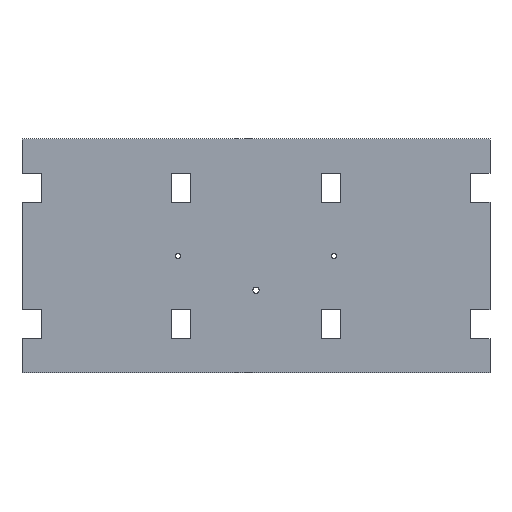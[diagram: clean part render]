
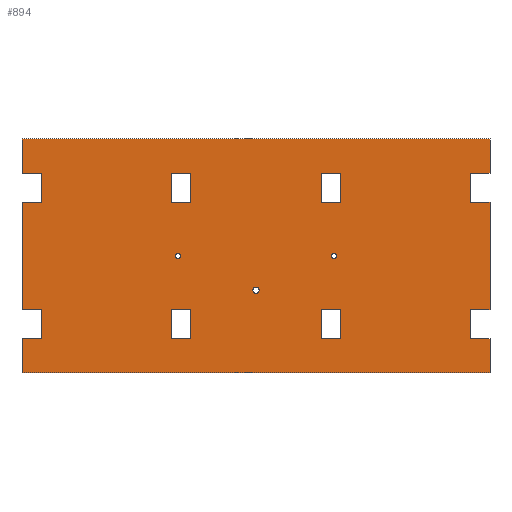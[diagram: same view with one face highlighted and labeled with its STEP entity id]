
A CAD part, front view. The second image highlights one B-rep face of the part: STEP entity #894.
In plain terms, the highlighted planar face has unit normal (0, -1, 0).
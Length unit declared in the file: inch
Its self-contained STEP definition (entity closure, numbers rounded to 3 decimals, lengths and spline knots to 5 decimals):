
#70=CARTESIAN_POINT('',(-6.,0.,-1.375));
#71=VERTEX_POINT('',#70);
#72=CARTESIAN_POINT('',(-6.,0.,1.375));
#73=VERTEX_POINT('',#72);
#74=CARTESIAN_POINT('',(-6.,0.,-1.375));
#75=DIRECTION('',(0.,0.,1.));
#76=VECTOR('',#75,2.75);
#77=LINE('',#74,#76);
#78=EDGE_CURVE('',#71,#73,#77,.T.);
#110=CARTESIAN_POINT('',(6.,0.,3.));
#111=VERTEX_POINT('',#110);
#112=CARTESIAN_POINT('',(6.,0.,2.125));
#113=VERTEX_POINT('',#112);
#114=CARTESIAN_POINT('',(6.,0.,3.));
#115=DIRECTION('',(0.,0.,-1.));
#116=VECTOR('',#115,0.875);
#117=LINE('',#114,#116);
#118=EDGE_CURVE('',#111,#113,#117,.T.);
#150=CARTESIAN_POINT('',(-6.,0.,-3.));
#151=VERTEX_POINT('',#150);
#152=CARTESIAN_POINT('',(-6.,0.,-2.125));
#153=VERTEX_POINT('',#152);
#154=CARTESIAN_POINT('',(-6.,0.,-3.));
#155=DIRECTION('',(0.,0.,1.));
#156=VECTOR('',#155,0.875);
#157=LINE('',#154,#156);
#158=EDGE_CURVE('',#151,#153,#157,.T.);
#200=CARTESIAN_POINT('',(6.,0.,1.375));
#201=VERTEX_POINT('',#200);
#208=CARTESIAN_POINT('',(6.,0.,-1.375));
#209=VERTEX_POINT('',#208);
#210=CARTESIAN_POINT('',(6.,0.,1.375));
#211=DIRECTION('',(0.,0.,-1.));
#212=VECTOR('',#211,2.75);
#213=LINE('',#210,#212);
#214=EDGE_CURVE('',#201,#209,#213,.T.);
#240=CARTESIAN_POINT('',(6.,0.,-2.125));
#241=VERTEX_POINT('',#240);
#248=CARTESIAN_POINT('',(6.,0.,-3.));
#249=VERTEX_POINT('',#248);
#250=CARTESIAN_POINT('',(6.,0.,-2.125));
#251=DIRECTION('',(0.,0.,-1.));
#252=VECTOR('',#251,0.875);
#253=LINE('',#250,#252);
#254=EDGE_CURVE('',#241,#249,#253,.T.);
#270=CARTESIAN_POINT('',(6.,0.,-3.));
#271=DIRECTION('',(-1.,0.,0.));
#272=VECTOR('',#271,12.);
#273=LINE('',#270,#272);
#274=EDGE_CURVE('',#249,#151,#273,.T.);
#302=CARTESIAN_POINT('',(-6.,0.,2.125));
#303=VERTEX_POINT('',#302);
#310=CARTESIAN_POINT('',(-6.,0.,3.));
#311=VERTEX_POINT('',#310);
#312=CARTESIAN_POINT('',(-6.,0.,2.125));
#313=DIRECTION('',(0.,0.,1.));
#314=VECTOR('',#313,0.875);
#315=LINE('',#312,#314);
#316=EDGE_CURVE('',#303,#311,#315,.T.);
#332=CARTESIAN_POINT('',(-6.,0.,3.));
#333=DIRECTION('',(1.,0.,-0.));
#334=VECTOR('',#333,12.);
#335=LINE('',#332,#334);
#336=EDGE_CURVE('',#311,#111,#335,.T.);
#622=CARTESIAN_POINT('',(6.,0.,3.));
#623=DIRECTION('',(0.,1.,0.));
#624=DIRECTION('',(0.,0.,1.));
#625=AXIS2_PLACEMENT_3D('',#622,#623,#624);
#626=PLANE('',#625);
#627=CARTESIAN_POINT('',(-0.,0.,-0.795));
#628=VERTEX_POINT('',#627);
#629=CARTESIAN_POINT('',(0.,0.,-0.875));
#630=DIRECTION('',(0.,1.,0.));
#631=DIRECTION('',(0.,-0.,1.));
#632=AXIS2_PLACEMENT_3D('',#629,#630,#631);
#633=CIRCLE('',#632,0.08);
#634=EDGE_CURVE('',#628,#628,#633,.T.);
#635=ORIENTED_EDGE('',*,*,#634,.T.);
#636=EDGE_LOOP('',(#635));
#637=FACE_BOUND('',#636,.T.);
#638=CARTESIAN_POINT('',(-2.,0.,-0.0625));
#639=VERTEX_POINT('',#638);
#640=CARTESIAN_POINT('',(-2.,0.,-0.));
#641=DIRECTION('',(0.,-1.,0.));
#642=DIRECTION('',(0.,0.,-1.));
#643=AXIS2_PLACEMENT_3D('',#640,#641,#642);
#644=CIRCLE('',#643,0.0625);
#645=EDGE_CURVE('',#639,#639,#644,.T.);
#646=ORIENTED_EDGE('',*,*,#645,.F.);
#647=EDGE_LOOP('',(#646));
#648=FACE_BOUND('',#647,.T.);
#649=CARTESIAN_POINT('',(2.,0.,-0.0625));
#650=VERTEX_POINT('',#649);
#651=CARTESIAN_POINT('',(2.,0.,-0.));
#652=DIRECTION('',(0.,-1.,0.));
#653=DIRECTION('',(0.,0.,-1.));
#654=AXIS2_PLACEMENT_3D('',#651,#652,#653);
#655=CIRCLE('',#654,0.0625);
#656=EDGE_CURVE('',#650,#650,#655,.T.);
#657=ORIENTED_EDGE('',*,*,#656,.F.);
#658=EDGE_LOOP('',(#657));
#659=FACE_BOUND('',#658,.T.);
#660=CARTESIAN_POINT('',(1.675,0.,1.375));
#661=VERTEX_POINT('',#660);
#662=CARTESIAN_POINT('',(1.675,0.,2.125));
#663=VERTEX_POINT('',#662);
#664=CARTESIAN_POINT('',(1.675,0.,1.375));
#665=DIRECTION('',(0.,0.,1.));
#666=VECTOR('',#665,0.75);
#667=LINE('',#664,#666);
#668=EDGE_CURVE('',#661,#663,#667,.T.);
#669=ORIENTED_EDGE('',*,*,#668,.T.);
#670=CARTESIAN_POINT('',(2.175,0.,2.125));
#671=VERTEX_POINT('',#670);
#672=CARTESIAN_POINT('',(1.675,0.,2.125));
#673=DIRECTION('',(1.,0.,-0.));
#674=VECTOR('',#673,0.5);
#675=LINE('',#672,#674);
#676=EDGE_CURVE('',#663,#671,#675,.T.);
#677=ORIENTED_EDGE('',*,*,#676,.T.);
#678=CARTESIAN_POINT('',(2.175,0.,1.375));
#679=VERTEX_POINT('',#678);
#680=CARTESIAN_POINT('',(2.175,0.,2.125));
#681=DIRECTION('',(0.,0.,-1.));
#682=VECTOR('',#681,0.75);
#683=LINE('',#680,#682);
#684=EDGE_CURVE('',#671,#679,#683,.T.);
#685=ORIENTED_EDGE('',*,*,#684,.T.);
#686=CARTESIAN_POINT('',(2.175,0.,1.375));
#687=DIRECTION('',(-1.,0.,0.));
#688=VECTOR('',#687,0.5);
#689=LINE('',#686,#688);
#690=EDGE_CURVE('',#679,#661,#689,.T.);
#691=ORIENTED_EDGE('',*,*,#690,.T.);
#692=EDGE_LOOP('',(#669,#677,#685,#691));
#693=FACE_BOUND('',#692,.T.);
#694=CARTESIAN_POINT('',(-2.175,0.,2.125));
#695=VERTEX_POINT('',#694);
#696=CARTESIAN_POINT('',(-1.675,0.,2.125));
#697=VERTEX_POINT('',#696);
#698=CARTESIAN_POINT('',(-2.175,0.,2.125));
#699=DIRECTION('',(1.,0.,-0.));
#700=VECTOR('',#699,0.5);
#701=LINE('',#698,#700);
#702=EDGE_CURVE('',#695,#697,#701,.T.);
#703=ORIENTED_EDGE('',*,*,#702,.T.);
#704=CARTESIAN_POINT('',(-1.675,0.,1.375));
#705=VERTEX_POINT('',#704);
#706=CARTESIAN_POINT('',(-1.675,0.,2.125));
#707=DIRECTION('',(0.,0.,-1.));
#708=VECTOR('',#707,0.75);
#709=LINE('',#706,#708);
#710=EDGE_CURVE('',#697,#705,#709,.T.);
#711=ORIENTED_EDGE('',*,*,#710,.T.);
#712=CARTESIAN_POINT('',(-2.175,0.,1.375));
#713=VERTEX_POINT('',#712);
#714=CARTESIAN_POINT('',(-1.675,0.,1.375));
#715=DIRECTION('',(-1.,0.,0.));
#716=VECTOR('',#715,0.5);
#717=LINE('',#714,#716);
#718=EDGE_CURVE('',#705,#713,#717,.T.);
#719=ORIENTED_EDGE('',*,*,#718,.T.);
#720=CARTESIAN_POINT('',(-2.175,0.,1.375));
#721=DIRECTION('',(0.,0.,1.));
#722=VECTOR('',#721,0.75);
#723=LINE('',#720,#722);
#724=EDGE_CURVE('',#713,#695,#723,.T.);
#725=ORIENTED_EDGE('',*,*,#724,.T.);
#726=EDGE_LOOP('',(#703,#711,#719,#725));
#727=FACE_BOUND('',#726,.T.);
#728=CARTESIAN_POINT('',(-1.675,0.,-1.375));
#729=VERTEX_POINT('',#728);
#730=CARTESIAN_POINT('',(-1.675,0.,-2.125));
#731=VERTEX_POINT('',#730);
#732=CARTESIAN_POINT('',(-1.675,0.,-1.375));
#733=DIRECTION('',(0.,0.,-1.));
#734=VECTOR('',#733,0.75);
#735=LINE('',#732,#734);
#736=EDGE_CURVE('',#729,#731,#735,.T.);
#737=ORIENTED_EDGE('',*,*,#736,.T.);
#738=CARTESIAN_POINT('',(-2.175,0.,-2.125));
#739=VERTEX_POINT('',#738);
#740=CARTESIAN_POINT('',(-1.675,0.,-2.125));
#741=DIRECTION('',(-1.,0.,0.));
#742=VECTOR('',#741,0.5);
#743=LINE('',#740,#742);
#744=EDGE_CURVE('',#731,#739,#743,.T.);
#745=ORIENTED_EDGE('',*,*,#744,.T.);
#746=CARTESIAN_POINT('',(-2.175,0.,-1.375));
#747=VERTEX_POINT('',#746);
#748=CARTESIAN_POINT('',(-2.175,0.,-2.125));
#749=DIRECTION('',(-0.,0.,1.));
#750=VECTOR('',#749,0.75);
#751=LINE('',#748,#750);
#752=EDGE_CURVE('',#739,#747,#751,.T.);
#753=ORIENTED_EDGE('',*,*,#752,.T.);
#754=CARTESIAN_POINT('',(-2.175,0.,-1.375));
#755=DIRECTION('',(1.,0.,-0.));
#756=VECTOR('',#755,0.5);
#757=LINE('',#754,#756);
#758=EDGE_CURVE('',#747,#729,#757,.T.);
#759=ORIENTED_EDGE('',*,*,#758,.T.);
#760=EDGE_LOOP('',(#737,#745,#753,#759));
#761=FACE_BOUND('',#760,.T.);
#762=CARTESIAN_POINT('',(2.175,0.,-2.125));
#763=VERTEX_POINT('',#762);
#764=CARTESIAN_POINT('',(1.675,0.,-2.125));
#765=VERTEX_POINT('',#764);
#766=CARTESIAN_POINT('',(2.175,0.,-2.125));
#767=DIRECTION('',(-1.,0.,0.));
#768=VECTOR('',#767,0.5);
#769=LINE('',#766,#768);
#770=EDGE_CURVE('',#763,#765,#769,.T.);
#771=ORIENTED_EDGE('',*,*,#770,.T.);
#772=CARTESIAN_POINT('',(1.675,0.,-1.375));
#773=VERTEX_POINT('',#772);
#774=CARTESIAN_POINT('',(1.675,0.,-2.125));
#775=DIRECTION('',(0.,0.,1.));
#776=VECTOR('',#775,0.75);
#777=LINE('',#774,#776);
#778=EDGE_CURVE('',#765,#773,#777,.T.);
#779=ORIENTED_EDGE('',*,*,#778,.T.);
#780=CARTESIAN_POINT('',(2.175,0.,-1.375));
#781=VERTEX_POINT('',#780);
#782=CARTESIAN_POINT('',(1.675,0.,-1.375));
#783=DIRECTION('',(1.,0.,-0.));
#784=VECTOR('',#783,0.5);
#785=LINE('',#782,#784);
#786=EDGE_CURVE('',#773,#781,#785,.T.);
#787=ORIENTED_EDGE('',*,*,#786,.T.);
#788=CARTESIAN_POINT('',(2.175,0.,-1.375));
#789=DIRECTION('',(-0.,0.,-1.));
#790=VECTOR('',#789,0.75);
#791=LINE('',#788,#790);
#792=EDGE_CURVE('',#781,#763,#791,.T.);
#793=ORIENTED_EDGE('',*,*,#792,.T.);
#794=EDGE_LOOP('',(#771,#779,#787,#793));
#795=FACE_BOUND('',#794,.T.);
#796=CARTESIAN_POINT('',(-5.5,0.,2.125));
#797=VERTEX_POINT('',#796);
#798=CARTESIAN_POINT('',(-5.5,0.,1.375));
#799=VERTEX_POINT('',#798);
#800=CARTESIAN_POINT('',(-5.5,0.,2.125));
#801=DIRECTION('',(0.,0.,-1.));
#802=VECTOR('',#801,0.75);
#803=LINE('',#800,#802);
#804=EDGE_CURVE('',#797,#799,#803,.T.);
#805=ORIENTED_EDGE('',*,*,#804,.T.);
#806=CARTESIAN_POINT('',(-5.5,0.,1.375));
#807=DIRECTION('',(-1.,0.,0.));
#808=VECTOR('',#807,0.5);
#809=LINE('',#806,#808);
#810=EDGE_CURVE('',#799,#73,#809,.T.);
#811=ORIENTED_EDGE('',*,*,#810,.T.);
#812=ORIENTED_EDGE('',*,*,#78,.F.);
#813=CARTESIAN_POINT('',(-5.5,0.,-1.375));
#814=VERTEX_POINT('',#813);
#815=CARTESIAN_POINT('',(-6.,0.,-1.375));
#816=DIRECTION('',(1.,0.,-0.));
#817=VECTOR('',#816,0.5);
#818=LINE('',#815,#817);
#819=EDGE_CURVE('',#71,#814,#818,.T.);
#820=ORIENTED_EDGE('',*,*,#819,.T.);
#821=CARTESIAN_POINT('',(-5.5,0.,-2.125));
#822=VERTEX_POINT('',#821);
#823=CARTESIAN_POINT('',(-5.5,0.,-1.375));
#824=DIRECTION('',(0.,0.,-1.));
#825=VECTOR('',#824,0.75);
#826=LINE('',#823,#825);
#827=EDGE_CURVE('',#814,#822,#826,.T.);
#828=ORIENTED_EDGE('',*,*,#827,.T.);
#829=CARTESIAN_POINT('',(-5.5,0.,-2.125));
#830=DIRECTION('',(-1.,0.,0.));
#831=VECTOR('',#830,0.5);
#832=LINE('',#829,#831);
#833=EDGE_CURVE('',#822,#153,#832,.T.);
#834=ORIENTED_EDGE('',*,*,#833,.T.);
#835=ORIENTED_EDGE('',*,*,#158,.F.);
#836=ORIENTED_EDGE('',*,*,#274,.F.);
#837=ORIENTED_EDGE('',*,*,#254,.F.);
#838=CARTESIAN_POINT('',(5.5,0.,-2.125));
#839=VERTEX_POINT('',#838);
#840=CARTESIAN_POINT('',(6.,0.,-2.125));
#841=DIRECTION('',(-1.,0.,-0.));
#842=VECTOR('',#841,0.5);
#843=LINE('',#840,#842);
#844=EDGE_CURVE('',#241,#839,#843,.T.);
#845=ORIENTED_EDGE('',*,*,#844,.T.);
#846=CARTESIAN_POINT('',(5.5,0.,-1.375));
#847=VERTEX_POINT('',#846);
#848=CARTESIAN_POINT('',(5.5,0.,-2.125));
#849=DIRECTION('',(0.,0.,1.));
#850=VECTOR('',#849,0.75);
#851=LINE('',#848,#850);
#852=EDGE_CURVE('',#839,#847,#851,.T.);
#853=ORIENTED_EDGE('',*,*,#852,.T.);
#854=CARTESIAN_POINT('',(5.5,0.,-1.375));
#855=DIRECTION('',(1.,0.,-0.));
#856=VECTOR('',#855,0.5);
#857=LINE('',#854,#856);
#858=EDGE_CURVE('',#847,#209,#857,.T.);
#859=ORIENTED_EDGE('',*,*,#858,.T.);
#860=ORIENTED_EDGE('',*,*,#214,.F.);
#861=CARTESIAN_POINT('',(5.5,0.,1.375));
#862=VERTEX_POINT('',#861);
#863=CARTESIAN_POINT('',(6.,0.,1.375));
#864=DIRECTION('',(-1.,0.,0.));
#865=VECTOR('',#864,0.5);
#866=LINE('',#863,#865);
#867=EDGE_CURVE('',#201,#862,#866,.T.);
#868=ORIENTED_EDGE('',*,*,#867,.T.);
#869=CARTESIAN_POINT('',(5.5,0.,2.125));
#870=VERTEX_POINT('',#869);
#871=CARTESIAN_POINT('',(5.5,0.,1.375));
#872=DIRECTION('',(0.,0.,1.));
#873=VECTOR('',#872,0.75);
#874=LINE('',#871,#873);
#875=EDGE_CURVE('',#862,#870,#874,.T.);
#876=ORIENTED_EDGE('',*,*,#875,.T.);
#877=CARTESIAN_POINT('',(5.5,0.,2.125));
#878=DIRECTION('',(1.,0.,-0.));
#879=VECTOR('',#878,0.5);
#880=LINE('',#877,#879);
#881=EDGE_CURVE('',#870,#113,#880,.T.);
#882=ORIENTED_EDGE('',*,*,#881,.T.);
#883=ORIENTED_EDGE('',*,*,#118,.F.);
#884=ORIENTED_EDGE('',*,*,#336,.F.);
#885=ORIENTED_EDGE('',*,*,#316,.F.);
#886=CARTESIAN_POINT('',(-6.,0.,2.125));
#887=DIRECTION('',(1.,0.,0.));
#888=VECTOR('',#887,0.5);
#889=LINE('',#886,#888);
#890=EDGE_CURVE('',#303,#797,#889,.T.);
#891=ORIENTED_EDGE('',*,*,#890,.T.);
#892=EDGE_LOOP('',(#805,#811,#812,#820,#828,#834,#835,#836,#837,#845,#853,#859,#860,#868,#876,#882,#883,#884,#885,#891));
#893=FACE_BOUND('',#892,.T.);
#894=ADVANCED_FACE('',(#637,#648,#659,#693,#727,#761,#795,#893),#626,.F.);
